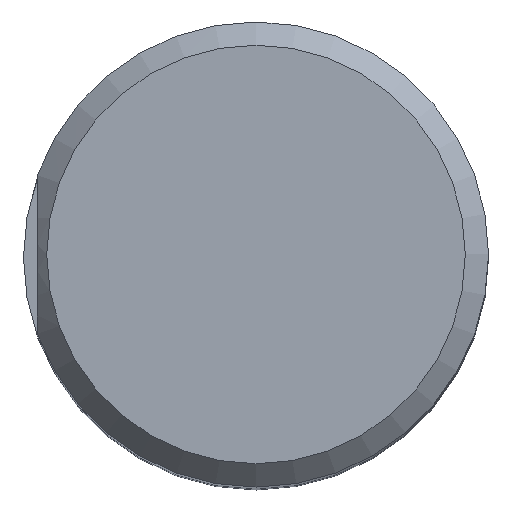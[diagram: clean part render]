
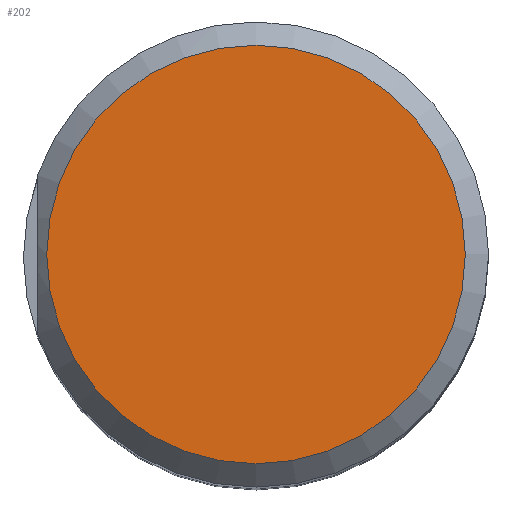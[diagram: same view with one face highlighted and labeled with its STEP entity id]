
A CAD part, top view. The second image highlights one B-rep face of the part: STEP entity #202.
In plain terms, the highlighted planar face has unit normal (0, 0, 1).
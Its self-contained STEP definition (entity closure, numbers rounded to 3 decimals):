
#159=CIRCLE('',#847,9.);
#202=ADVANCED_FACE('',(#261),#238,.T.);
#238=PLANE('',#857);
#261=FACE_OUTER_BOUND('',#298,.T.);
#298=EDGE_LOOP('',(#401));
#401=ORIENTED_EDGE('',*,*,#624,.F.);
#554=VERTEX_POINT('',#1231);
#624=EDGE_CURVE('',#554,#554,#159,.T.);
#847=AXIS2_PLACEMENT_3D('',#1230,#970,#971);
#857=AXIS2_PLACEMENT_3D('',#1257,#990,#991);
#970=DIRECTION('',(0.,0.,-1.));
#971=DIRECTION('',(0.,-1.,0.));
#990=DIRECTION('',(0.,0.,1.));
#991=DIRECTION('',(0.,1.,0.));
#1230=CARTESIAN_POINT('',(0.,0.,0.));
#1231=CARTESIAN_POINT('',(0.,-9.,0.));
#1257=CARTESIAN_POINT('',(9.,0.,0.));
